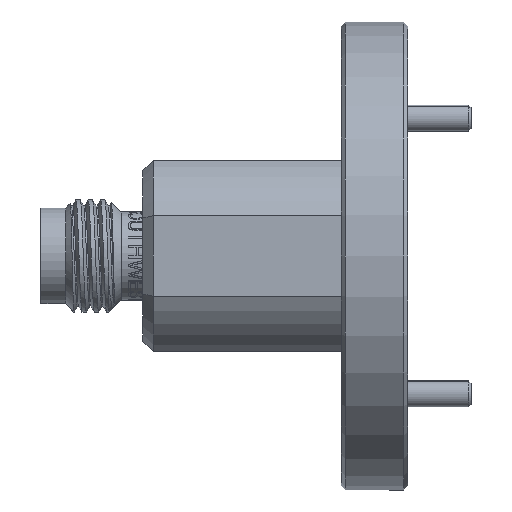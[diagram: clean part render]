
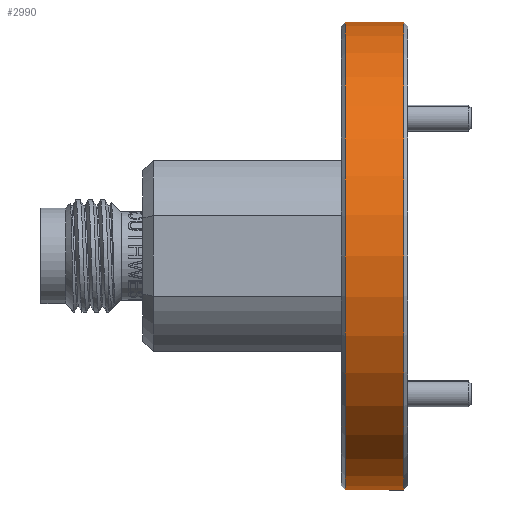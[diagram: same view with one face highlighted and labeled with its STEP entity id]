
A CAD part, front view. The second image highlights one B-rep face of the part: STEP entity #2990.
In plain terms, the highlighted cylindrical face has radius 14.287 mm (diameter 28.575 mm), a partial arc.
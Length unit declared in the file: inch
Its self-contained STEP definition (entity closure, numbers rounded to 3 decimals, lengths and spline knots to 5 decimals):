
#42 = VERTEX_POINT ( 'NONE', #1772 ) ;
#66 = CIRCLE ( 'NONE', #1119, 0.5625 ) ;
#124 = ORIENTED_EDGE ( 'NONE', *, *, #5384, .F. ) ;
#131 = DIRECTION ( 'NONE',  ( 0., 0., 1. ) ) ;
#154 = CARTESIAN_POINT ( 'NONE',  ( 0., 0., 0.5625 ) ) ;
#341 = DIRECTION ( 'NONE',  ( 0., 0., -1. ) ) ;
#852 = DIRECTION ( 'NONE',  ( -1., 0., 0. ) ) ;
#1119 = AXIS2_PLACEMENT_3D ( 'NONE', #2111, #7893, #131 ) ;
#1341 = CYLINDRICAL_SURFACE ( 'NONE', #9237, 0.5625 ) ;
#1522 = DIRECTION ( 'NONE',  ( 0., 0., 1. ) ) ;
#1772 = CARTESIAN_POINT ( 'NONE',  ( -0.01, 0., 0.5625 ) ) ;
#2111 = CARTESIAN_POINT ( 'NONE',  ( -0.15, 0., 0. ) ) ;
#2218 = CARTESIAN_POINT ( 'NONE',  ( -0.01, 0., 0. ) ) ;
#2233 = LINE ( 'NONE', #154, #7921 ) ;
#2990 = ADVANCED_FACE ( 'NONE', ( #6609 ), #1341, .T. ) ;
#3008 = CARTESIAN_POINT ( 'NONE',  ( 0., 0., 0. ) ) ;
#3208 = ORIENTED_EDGE ( 'NONE', *, *, #8022, .T. ) ;
#3252 = CARTESIAN_POINT ( 'NONE',  ( -0.15, 0., 0.5625 ) ) ;
#3461 = DIRECTION ( 'NONE',  ( 1., 0., 0. ) ) ;
#3769 = CIRCLE ( 'NONE', #5131, 0.5625 ) ;
#3862 = EDGE_CURVE ( 'NONE', #4348, #6066, #66, .T. ) ;
#4128 = CARTESIAN_POINT ( 'NONE',  ( 0., 0., -0.5625 ) ) ;
#4223 = LINE ( 'NONE', #4128, #8260 ) ;
#4300 = ORIENTED_EDGE ( 'NONE', *, *, #3862, .T. ) ;
#4348 = VERTEX_POINT ( 'NONE', #3252 ) ;
#4553 = VERTEX_POINT ( 'NONE', #9350 ) ;
#5131 = AXIS2_PLACEMENT_3D ( 'NONE', #2218, #852, #1522 ) ;
#5384 = EDGE_CURVE ( 'NONE', #4348, #42, #2233, .T. ) ;
#5758 = CARTESIAN_POINT ( 'NONE',  ( -0.15, 0., -0.5625 ) ) ;
#5883 = DIRECTION ( 'NONE',  ( 1., 0., 0. ) ) ;
#6066 = VERTEX_POINT ( 'NONE', #5758 ) ;
#6609 = FACE_OUTER_BOUND ( 'NONE', #8458, .T. ) ;
#7893 = DIRECTION ( 'NONE',  ( 1., 0., 0. ) ) ;
#7921 = VECTOR ( 'NONE', #8015, 39.37008 ) ;
#8015 = DIRECTION ( 'NONE',  ( 1., 0., 0. ) ) ;
#8022 = EDGE_CURVE ( 'NONE', #4553, #42, #3769, .T. ) ;
#8027 = ORIENTED_EDGE ( 'NONE', *, *, #9250, .T. ) ;
#8260 = VECTOR ( 'NONE', #3461, 39.37008 ) ;
#8458 = EDGE_LOOP ( 'NONE', ( #124, #4300, #8027, #3208 ) ) ;
#9237 = AXIS2_PLACEMENT_3D ( 'NONE', #3008, #5883, #341 ) ;
#9250 = EDGE_CURVE ( 'NONE', #6066, #4553, #4223, .T. ) ;
#9350 = CARTESIAN_POINT ( 'NONE',  ( -0.01, 0., -0.5625 ) ) ;
